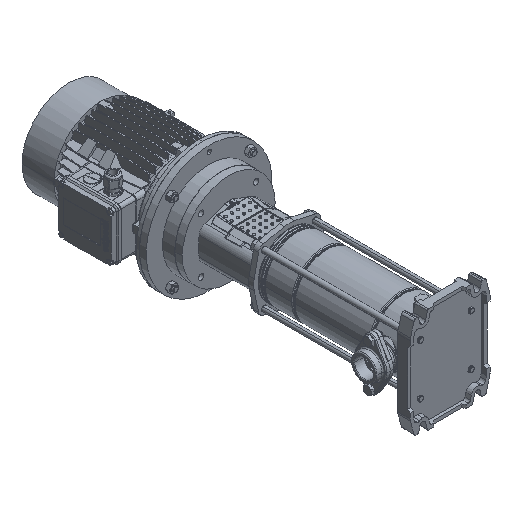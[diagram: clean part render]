
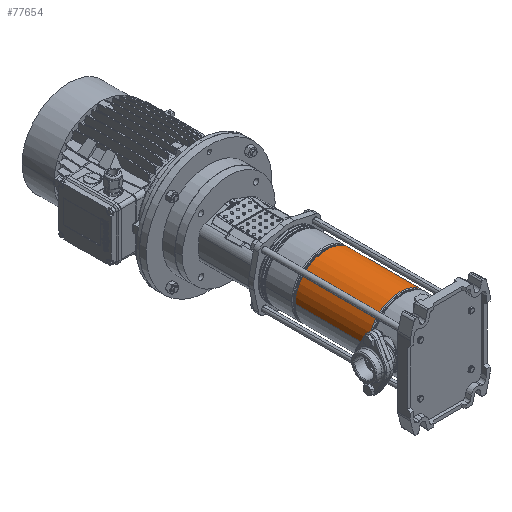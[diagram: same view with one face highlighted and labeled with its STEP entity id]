
A CAD part, isometric view. The second image highlights one B-rep face of the part: STEP entity #77654.
In plain terms, the highlighted cylindrical face has radius 74.9 mm (diameter 149.8 mm), a partial arc.
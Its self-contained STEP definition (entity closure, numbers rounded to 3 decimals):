
#711 = DIRECTION ( 'NONE',  ( 1., 0., 0. ) ) ;
#1135 = CARTESIAN_POINT ( 'NONE',  ( 0., 0., 86.779 ) ) ;
#3292 = CARTESIAN_POINT ( 'NONE',  ( 74.9, 0., 86.779 ) ) ;
#6452 = DIRECTION ( 'NONE',  ( 0., 0., -1. ) ) ;
#9854 = AXIS2_PLACEMENT_3D ( 'NONE', #44743, #32971, #77959 ) ;
#11250 = AXIS2_PLACEMENT_3D ( 'NONE', #1135, #32268, #711 ) ;
#13173 = CARTESIAN_POINT ( 'NONE',  ( -74.9, 0., 0. ) ) ;
#13943 = CIRCLE ( 'NONE', #11250, 74.9 ) ;
#14039 = FACE_OUTER_BOUND ( 'NONE', #76841, .T. ) ;
#15248 = CARTESIAN_POINT ( 'NONE',  ( -74.9, 0., 261.221 ) ) ;
#21005 = VERTEX_POINT ( 'NONE', #64084 ) ;
#21594 = EDGE_CURVE ( 'NONE', #21005, #48207, #64692, .T. ) ;
#22226 = DIRECTION ( 'NONE',  ( 1., 0., 0. ) ) ;
#25421 = CYLINDRICAL_SURFACE ( 'NONE', #9854, 74.9 ) ;
#25715 = EDGE_CURVE ( 'NONE', #34250, #41814, #13943, .T. ) ;
#31751 = EDGE_CURVE ( 'NONE', #48207, #34250, #32521, .T. ) ;
#32268 = DIRECTION ( 'NONE',  ( 0., 0., 1. ) ) ;
#32521 = LINE ( 'NONE', #13173, #38612 ) ;
#32971 = DIRECTION ( 'NONE',  ( 0., 0., -1. ) ) ;
#33587 = ORIENTED_EDGE ( 'NONE', *, *, #21594, .T. ) ;
#34009 = DIRECTION ( 'NONE',  ( 0., 0., -1. ) ) ;
#34250 = VERTEX_POINT ( 'NONE', #66601 ) ;
#37915 = ORIENTED_EDGE ( 'NONE', *, *, #31751, .T. ) ;
#38612 = VECTOR ( 'NONE', #6452, 1000. ) ;
#41814 = VERTEX_POINT ( 'NONE', #3292 ) ;
#42921 = ORIENTED_EDGE ( 'NONE', *, *, #68880, .F. ) ;
#44743 = CARTESIAN_POINT ( 'NONE',  ( 0., 0., 0. ) ) ;
#48207 = VERTEX_POINT ( 'NONE', #15248 ) ;
#54607 = CARTESIAN_POINT ( 'NONE',  ( 0., 0., 261.221 ) ) ;
#61995 = AXIS2_PLACEMENT_3D ( 'NONE', #54607, #34009, #22226 ) ;
#64084 = CARTESIAN_POINT ( 'NONE',  ( 74.9, 0., 261.221 ) ) ;
#64692 = CIRCLE ( 'NONE', #61995, 74.9 ) ;
#66601 = CARTESIAN_POINT ( 'NONE',  ( -74.9, 0., 86.779 ) ) ;
#68880 = EDGE_CURVE ( 'NONE', #21005, #41814, #83106, .T. ) ;
#69544 = VECTOR ( 'NONE', #76389, 1000. ) ;
#76196 = ORIENTED_EDGE ( 'NONE', *, *, #25715, .T. ) ;
#76389 = DIRECTION ( 'NONE',  ( 0., 0., -1. ) ) ;
#76841 = EDGE_LOOP ( 'NONE', ( #42921, #33587, #37915, #76196 ) ) ;
#77654 = ADVANCED_FACE ( 'NONE', ( #14039 ), #25421, .T. ) ;
#77959 = DIRECTION ( 'NONE',  ( -1., 0., 0. ) ) ;
#82681 = CARTESIAN_POINT ( 'NONE',  ( 74.9, 0., 0. ) ) ;
#83106 = LINE ( 'NONE', #82681, #69544 ) ;
